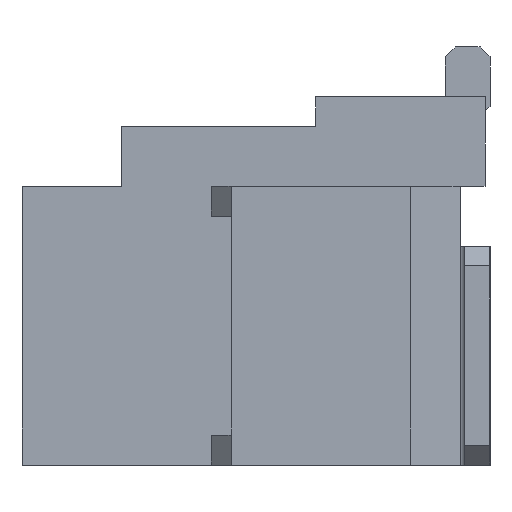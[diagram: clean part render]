
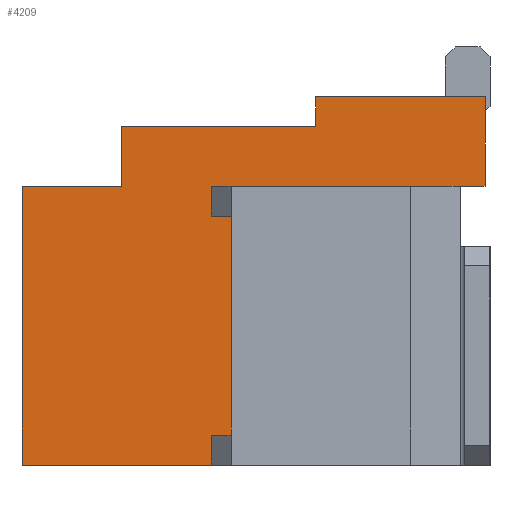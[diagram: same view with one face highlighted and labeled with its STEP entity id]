
A CAD part, left-side view. The second image highlights one B-rep face of the part: STEP entity #4209.
In plain terms, the highlighted planar face has unit normal (-1, 0, 0).
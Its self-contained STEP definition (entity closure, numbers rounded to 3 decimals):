
#5=DIRECTION('',(0.,0.,1.));
#6=VECTOR('',#5,0.9);
#7=CARTESIAN_POINT('',(-3.375,-3.675,1.2));
#8=LINE('',#7,#6);
#101=DIRECTION('',(0.,1.,0.));
#102=VECTOR('',#101,1.7);
#103=CARTESIAN_POINT('',(-3.375,-3.675,2.1));
#104=LINE('',#103,#102);
#265=DIRECTION('',(0.,-1.,0.));
#266=VECTOR('',#265,1.);
#267=CARTESIAN_POINT('',(-3.375,0.975,1.2));
#268=LINE('',#267,#266);
#269=DIRECTION('',(0.,0.,1.));
#270=VECTOR('',#269,0.6);
#271=CARTESIAN_POINT('',(-3.375,-0.025,1.2));
#272=LINE('',#271,#270);
#273=DIRECTION('',(0.,-1.,0.));
#274=VECTOR('',#273,1.95);
#275=CARTESIAN_POINT('',(-3.375,-0.025,1.8));
#276=LINE('',#275,#274);
#277=DIRECTION('',(0.,0.,-1.));
#278=VECTOR('',#277,0.3);
#279=CARTESIAN_POINT('',(-3.375,-1.975,2.1));
#280=LINE('',#279,#278);
#281=DIRECTION('',(0.,1.,0.));
#282=VECTOR('',#281,0.25);
#283=CARTESIAN_POINT('',(-3.375,-3.675,1.2));
#284=LINE('',#283,#282);
#285=DIRECTION('',(0.,-1.,0.));
#286=VECTOR('',#285,2.5);
#287=CARTESIAN_POINT('',(-3.375,-0.925,1.2));
#288=LINE('',#287,#286);
#289=DIRECTION('',(0.,0.,1.));
#290=VECTOR('',#289,0.3);
#291=CARTESIAN_POINT('',(-3.375,-0.925,0.9));
#292=LINE('',#291,#290);
#293=DIRECTION('',(0.,-1.,0.));
#294=VECTOR('',#293,0.7);
#295=CARTESIAN_POINT('',(-3.375,-0.925,0.9));
#296=LINE('',#295,#294);
#297=DIRECTION('',(0.,0.,1.));
#298=VECTOR('',#297,0.3);
#299=CARTESIAN_POINT('',(-3.375,-0.925,-1.6));
#300=LINE('',#299,#298);
#301=DIRECTION('',(0.,1.,0.));
#302=VECTOR('',#301,1.9);
#303=CARTESIAN_POINT('',(-3.375,-0.925,-1.6));
#304=LINE('',#303,#302);
#645=DIRECTION('',(0.,0.,1.));
#646=VECTOR('',#645,2.8);
#647=CARTESIAN_POINT('',(-3.375,0.975,-1.6));
#648=LINE('',#647,#646);
#2019=DIRECTION('',(0.,0.,-1.));
#2020=VECTOR('',#2019,2.2);
#2021=CARTESIAN_POINT('',(-3.375,-1.625,0.9));
#2022=LINE('',#2021,#2020);
#2147=DIRECTION('',(0.,-1.,0.));
#2148=VECTOR('',#2147,0.7);
#2149=CARTESIAN_POINT('',(-3.375,-0.925,-1.3));
#2150=LINE('',#2149,#2148);
#2899=CARTESIAN_POINT('',(-3.375,-0.925,-1.6));
#2900=CARTESIAN_POINT('',(-3.375,0.975,-1.6));
#2901=VERTEX_POINT('',#2899);
#2902=VERTEX_POINT('',#2900);
#2913=CARTESIAN_POINT('',(-3.375,-0.925,1.2));
#2914=VERTEX_POINT('',#2913);
#2931=CARTESIAN_POINT('',(-3.375,-3.675,2.1));
#2932=VERTEX_POINT('',#2931);
#2951=CARTESIAN_POINT('',(-3.375,-1.975,2.1));
#2952=CARTESIAN_POINT('',(-3.375,-1.975,1.8));
#2953=VERTEX_POINT('',#2951);
#2954=VERTEX_POINT('',#2952);
#2960=CARTESIAN_POINT('',(-3.375,-0.025,1.8));
#2962=VERTEX_POINT('',#2960);
#3097=CARTESIAN_POINT('',(-3.375,0.975,1.2));
#3098=CARTESIAN_POINT('',(-3.375,-0.025,1.2));
#3099=VERTEX_POINT('',#3097);
#3100=VERTEX_POINT('',#3098);
#3399=CARTESIAN_POINT('',(-3.375,-0.925,-1.3));
#3400=VERTEX_POINT('',#3399);
#3401=CARTESIAN_POINT('',(-3.375,-0.925,0.9));
#3402=VERTEX_POINT('',#3401);
#3655=CARTESIAN_POINT('',(-3.375,-3.675,1.2));
#3657=VERTEX_POINT('',#3655);
#3671=CARTESIAN_POINT('',(-3.375,-3.425,1.2));
#3672=VERTEX_POINT('',#3671);
#3687=CARTESIAN_POINT('',(-3.375,-1.625,-1.3));
#3689=VERTEX_POINT('',#3687);
#3693=CARTESIAN_POINT('',(-3.375,-1.625,0.9));
#3694=VERTEX_POINT('',#3693);
#4175=CARTESIAN_POINT('',(-3.375,-3.675,-1.6));
#4176=DIRECTION('',(-1.,0.,0.));
#4177=DIRECTION('',(0.,0.,1.));
#4178=AXIS2_PLACEMENT_3D('',#4175,#4176,#4177);
#4179=PLANE('',#4178);
#4181=ORIENTED_EDGE('',*,*,#4180,.T.);
#4183=ORIENTED_EDGE('',*,*,#4182,.T.);
#4185=ORIENTED_EDGE('',*,*,#4184,.T.);
#4187=ORIENTED_EDGE('',*,*,#4186,.F.);
#4188=ORIENTED_EDGE('',*,*,#3909,.F.);
#4189=ORIENTED_EDGE('',*,*,#3782,.F.);
#4190=ORIENTED_EDGE('',*,*,#3849,.T.);
#4192=ORIENTED_EDGE('',*,*,#4191,.F.);
#4194=ORIENTED_EDGE('',*,*,#4193,.F.);
#4196=ORIENTED_EDGE('',*,*,#4195,.T.);
#4198=ORIENTED_EDGE('',*,*,#4197,.T.);
#4200=ORIENTED_EDGE('',*,*,#4199,.F.);
#4202=ORIENTED_EDGE('',*,*,#4201,.F.);
#4204=ORIENTED_EDGE('',*,*,#4203,.T.);
#4206=ORIENTED_EDGE('',*,*,#4205,.T.);
#4207=EDGE_LOOP('',(#4181,#4183,#4185,#4187,#4188,#4189,#4190,#4192,#4194,#4196,
#4198,#4200,#4202,#4204,#4206));
#4208=FACE_OUTER_BOUND('',#4207,.F.);
#4209=ADVANCED_FACE('',(#4208),#4179,.T.);
#3782=EDGE_CURVE('',#3657,#2932,#8,.T.);
#3849=EDGE_CURVE('',#3657,#3672,#284,.T.);
#3909=EDGE_CURVE('',#2932,#2953,#104,.T.);
#4180=EDGE_CURVE('',#3099,#3100,#268,.T.);
#4182=EDGE_CURVE('',#3100,#2962,#272,.T.);
#4184=EDGE_CURVE('',#2962,#2954,#276,.T.);
#4186=EDGE_CURVE('',#2953,#2954,#280,.T.);
#4191=EDGE_CURVE('',#2914,#3672,#288,.T.);
#4193=EDGE_CURVE('',#3402,#2914,#292,.T.);
#4195=EDGE_CURVE('',#3402,#3694,#296,.T.);
#4197=EDGE_CURVE('',#3694,#3689,#2022,.T.);
#4199=EDGE_CURVE('',#3400,#3689,#2150,.T.);
#4201=EDGE_CURVE('',#2901,#3400,#300,.T.);
#4203=EDGE_CURVE('',#2901,#2902,#304,.T.);
#4205=EDGE_CURVE('',#2902,#3099,#648,.T.);
